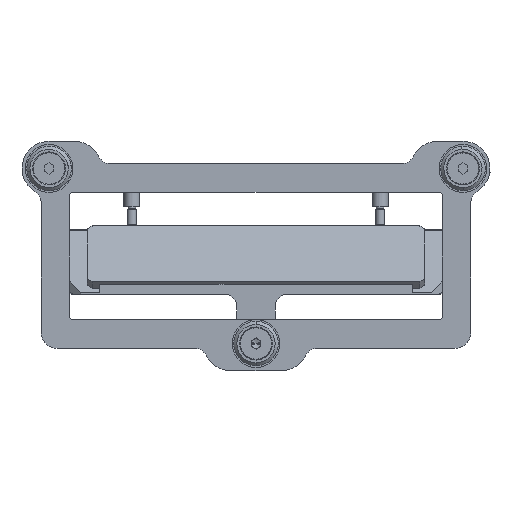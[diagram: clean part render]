
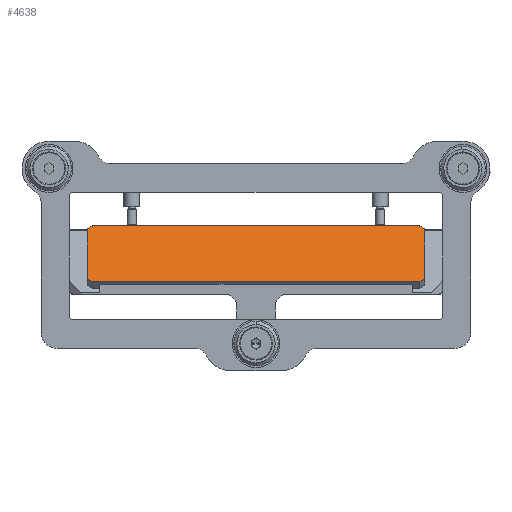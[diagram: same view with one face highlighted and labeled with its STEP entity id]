
A CAD part, front view. The second image highlights one B-rep face of the part: STEP entity #4638.
In plain terms, the highlighted planar face has unit normal (0, -0.707, 0.707).
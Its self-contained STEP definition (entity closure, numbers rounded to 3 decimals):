
#14 = ORIENTED_EDGE ( 'NONE', *, *, #5087, .T. ) ;
#202 = PLANE ( 'NONE',  #4788 ) ;
#628 = CARTESIAN_POINT ( 'NONE',  ( -51.5, 192.339, 8.839 ) ) ;
#648 = CARTESIAN_POINT ( 'NONE',  ( -53., 191.278, 7.778 ) ) ;
#863 = DIRECTION ( 'NONE',  ( 0.707, 0.5, 0.5 ) ) ;
#1055 = CARTESIAN_POINT ( 'NONE',  ( -53., 175.722, -7.778 ) ) ;
#1190 = LINE ( 'NONE', #6719, #5046 ) ;
#1229 = CARTESIAN_POINT ( 'NONE',  ( 51.5, 192.339, 8.839 ) ) ;
#1271 = LINE ( 'NONE', #1229, #6063 ) ;
#1933 = ORIENTED_EDGE ( 'NONE', *, *, #8554, .T. ) ;
#1959 = CARTESIAN_POINT ( 'NONE',  ( 53., 175.722, -7.778 ) ) ;
#2211 = VERTEX_POINT ( 'NONE', #7595 ) ;
#2527 = EDGE_CURVE ( 'NONE', #5051, #2955, #7803, .T. ) ;
#2930 = ORIENTED_EDGE ( 'NONE', *, *, #2527, .T. ) ;
#2955 = VERTEX_POINT ( 'NONE', #3812 ) ;
#3093 = LINE ( 'NONE', #7927, #6677 ) ;
#3273 = DIRECTION ( 'NONE',  ( -1., 0., 0. ) ) ;
#3465 = VECTOR ( 'NONE', #7977, 1000. ) ;
#3555 = VERTEX_POINT ( 'NONE', #1959 ) ;
#3664 = ORIENTED_EDGE ( 'NONE', *, *, #5141, .T. ) ;
#3675 = CARTESIAN_POINT ( 'NONE',  ( -53., 191.278, 7.778 ) ) ;
#3730 = DIRECTION ( 'NONE',  ( 0.707, -0.5, -0.5 ) ) ;
#3812 = CARTESIAN_POINT ( 'NONE',  ( -51.5, 174.661, -8.839 ) ) ;
#3994 = DIRECTION ( 'NONE',  ( -0.707, 0.5, 0.5 ) ) ;
#4019 = CARTESIAN_POINT ( 'NONE',  ( 53., 191.278, 7.778 ) ) ;
#4025 = EDGE_LOOP ( 'NONE', ( #8910, #4925, #14, #2930, #8219, #4992, #1933, #3664 ) ) ;
#4638 = ADVANCED_FACE ( 'NONE', ( #6411 ), #202, .F. ) ;
#4704 = LINE ( 'NONE', #4019, #6231 ) ;
#4788 = AXIS2_PLACEMENT_3D ( 'NONE', #5740, #7818, #8660 ) ;
#4796 = VECTOR ( 'NONE', #6472, 1000. ) ;
#4925 = ORIENTED_EDGE ( 'NONE', *, *, #5799, .T. ) ;
#4989 = LINE ( 'NONE', #7748, #3465 ) ;
#4992 = ORIENTED_EDGE ( 'NONE', *, *, #5019, .T. ) ;
#4997 = EDGE_CURVE ( 'NONE', #2955, #8360, #5719, .T. ) ;
#5019 = EDGE_CURVE ( 'NONE', #8360, #3555, #3093, .T. ) ;
#5046 = VECTOR ( 'NONE', #3273, 1000. ) ;
#5051 = VERTEX_POINT ( 'NONE', #7255 ) ;
#5070 = VECTOR ( 'NONE', #3730, 1000. ) ;
#5087 = EDGE_CURVE ( 'NONE', #6884, #5051, #4989, .T. ) ;
#5141 = EDGE_CURVE ( 'NONE', #2211, #6612, #1271, .T. ) ;
#5539 = CARTESIAN_POINT ( 'NONE',  ( 51.5, 174.661, -8.839 ) ) ;
#5719 = LINE ( 'NONE', #6521, #4796 ) ;
#5740 = CARTESIAN_POINT ( 'NONE',  ( 0., -42.251, -225.751 ) ) ;
#5799 = EDGE_CURVE ( 'NONE', #7582, #6884, #7021, .T. ) ;
#6063 = VECTOR ( 'NONE', #3994, 1000. ) ;
#6231 = VECTOR ( 'NONE', #6773, 1000. ) ;
#6411 = FACE_OUTER_BOUND ( 'NONE', #4025, .T. ) ;
#6472 = DIRECTION ( 'NONE',  ( 1., 0., 0. ) ) ;
#6521 = CARTESIAN_POINT ( 'NONE',  ( -51.5, 174.661, -8.839 ) ) ;
#6612 = VERTEX_POINT ( 'NONE', #6864 ) ;
#6677 = VECTOR ( 'NONE', #863, 1000. ) ;
#6719 = CARTESIAN_POINT ( 'NONE',  ( -51.5, 192.339, 8.839 ) ) ;
#6773 = DIRECTION ( 'NONE',  ( 0., 0.707, 0.707 ) ) ;
#6864 = CARTESIAN_POINT ( 'NONE',  ( 51.5, 192.339, 8.839 ) ) ;
#6884 = VERTEX_POINT ( 'NONE', #648 ) ;
#7021 = LINE ( 'NONE', #3675, #7220 ) ;
#7140 = EDGE_CURVE ( 'NONE', #6612, #7582, #1190, .T. ) ;
#7220 = VECTOR ( 'NONE', #8461, 1000. ) ;
#7255 = CARTESIAN_POINT ( 'NONE',  ( -53., 175.722, -7.778 ) ) ;
#7582 = VERTEX_POINT ( 'NONE', #628 ) ;
#7595 = CARTESIAN_POINT ( 'NONE',  ( 53., 191.278, 7.778 ) ) ;
#7748 = CARTESIAN_POINT ( 'NONE',  ( -53., 191.278, 7.778 ) ) ;
#7803 = LINE ( 'NONE', #1055, #5070 ) ;
#7818 = DIRECTION ( 'NONE',  ( 0., 0.707, -0.707 ) ) ;
#7927 = CARTESIAN_POINT ( 'NONE',  ( 51.5, 174.661, -8.839 ) ) ;
#7977 = DIRECTION ( 'NONE',  ( 0., -0.707, -0.707 ) ) ;
#8219 = ORIENTED_EDGE ( 'NONE', *, *, #4997, .T. ) ;
#8360 = VERTEX_POINT ( 'NONE', #5539 ) ;
#8461 = DIRECTION ( 'NONE',  ( -0.707, -0.5, -0.5 ) ) ;
#8554 = EDGE_CURVE ( 'NONE', #3555, #2211, #4704, .T. ) ;
#8660 = DIRECTION ( 'NONE',  ( -1., 0., 0. ) ) ;
#8910 = ORIENTED_EDGE ( 'NONE', *, *, #7140, .T. ) ;
